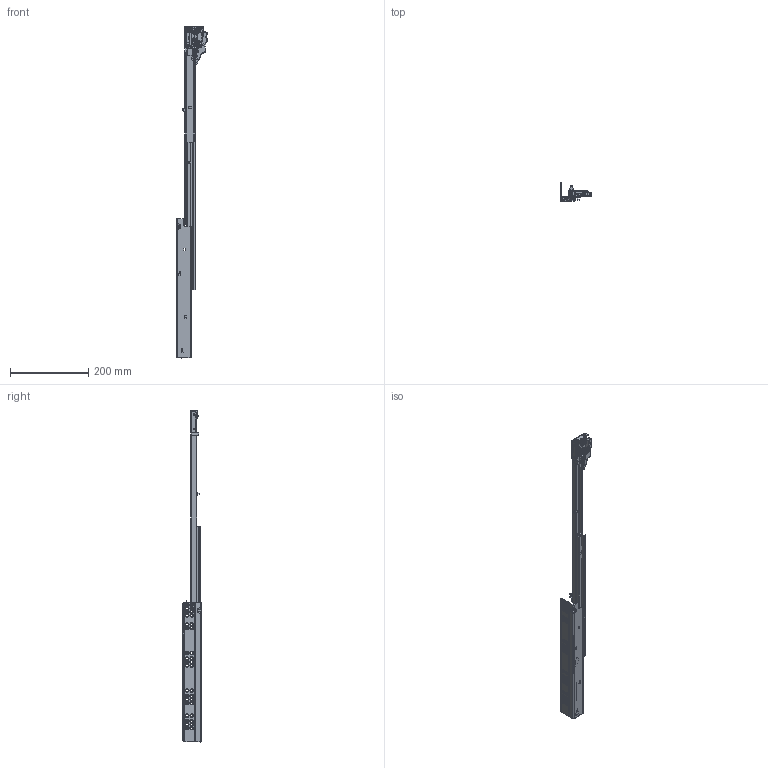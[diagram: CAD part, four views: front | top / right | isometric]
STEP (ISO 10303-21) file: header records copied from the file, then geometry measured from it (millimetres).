
FILE_DESCRIPTION (( 'STEP AP214' ), '1' );
FILE_NAME ('FR_3002.0518mm_20,5inch_open_left.STEP', '2022-11-02T07:05:50', ( '' ), ( '' ), 'SwSTEP 2.0', 'SolidWorks 2020', '' );
FILE_SCHEMA (( 'AUTOMOTIVE_DESIGN' ));
Length unit declared in the file: millimetre
Products named in the file (29): 3002.XXX-03.C047_NL  518; 3002.XXX-01.C047_NL  518 OPEN; FR 3XXX ECD DAMPER ROD; FR 3XXX ECD PIN; FR 3XXX SLIDER LEFT; FR 3XXX ECD LONG SPRING; FR 3XXX PLASTIC HOUSING LEFT; FR 3XXX ECD DAMPER CYLINDER; FR 3XXX ECD HOUSING LEFT; FR 3XXX LOCKING HANDLE LEFT; FR 3XXX END CAP; 3002.518-03.C047; FR 3XXX LOCATING BLOCK LEFT; FR 3XXX L_R ADJUSTMENT THREAD; FR 3XXX CLOSE ADJUSTMENT LEFT; FR 3XXX ECD LEFT_ECD LEFT OPEN; FR 3XXX HOOK; 3002.518-01.C047; FR 3XXX HANDLE SCREW; 3002.XXX-02.C047_NL  518; FR 3XXX ECD LATCH LEFT; FR 3XXX HOUSING SCREW; FR 3XXX ECD SHORT SPRING LEFT; FR 3XXX ECD LATCH PIVOT LEFT; FR 3XXX THUMBWHEEL; FR 3XXX METAL PLATE LEFT; FR_3002.0518mm_20,5inch_open_left; FR 3XXX.XXX-04; 3002.518-02.C047
Assembly tree (31 placements, depth 4):
  FR_3002.0518mm_20,5inch_open_left
    3002.XXX-01.C047_NL  518 OPEN
      3002.518-01.C047
      FR 3XXX ECD LEFT_ECD LEFT OPEN
        FR 3XXX ECD HOUSING LEFT
        FR 3XXX ECD SHORT SPRING LEFT
        FR 3XXX ECD LONG SPRING
        FR 3XXX ECD DAMPER CYLINDER
        FR 3XXX ECD DAMPER ROD
        FR 3XXX ECD LATCH PIVOT LEFT
        FR 3XXX ECD LATCH LEFT
    3002.XXX-02.C047_NL  518
      3002.518-02.C047
    3002.XXX-03.C047_NL  518
      FR 3XXX END CAP
      FR 3XXX HOOK
      FR 3XXX ECD PIN
      3002.518-03.C047
    FR 3XXX.XXX-04
      FR 3XXX METAL PLATE LEFT
      FR 3XXX PLASTIC HOUSING LEFT
      FR 3XXX SLIDER LEFT
      FR 3XXX L_R ADJUSTMENT THREAD
      FR 3XXX HANDLE SCREW
      FR 3XXX CLOSE ADJUSTMENT LEFT
      FR 3XXX LOCATING BLOCK LEFT
      FR 3XXX LOCKING HANDLE LEFT
      FR 3XXX THUMBWHEEL  x2
      FR 3XXX HOUSING SCREW  x3
Bounding box: 79.06 x 47.5 x 847.45 mm (x, y, z)
Volume: 167958.4 mm3; surface area: 233928.8 mm2
Topology: 26 solids, 26 shells, 4547 faces, 11477 edges, 6824 vertices
Faces by surface type: cylinder 1687, plane 1456, torus 816, bspline 220, cone 212, sphere 156
Entity records: 135401 total; most frequent: CARTESIAN_POINT 35504, DIRECTION 21463, ORIENTED_EDGE 20638, EDGE_CURVE 10319, AXIS2_PLACEMENT_3D 8028, VERTEX_POINT 6257, LINE 5407, VECTOR 5407
